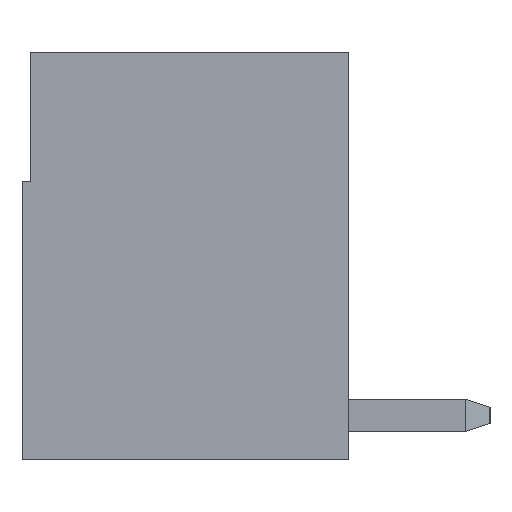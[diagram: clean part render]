
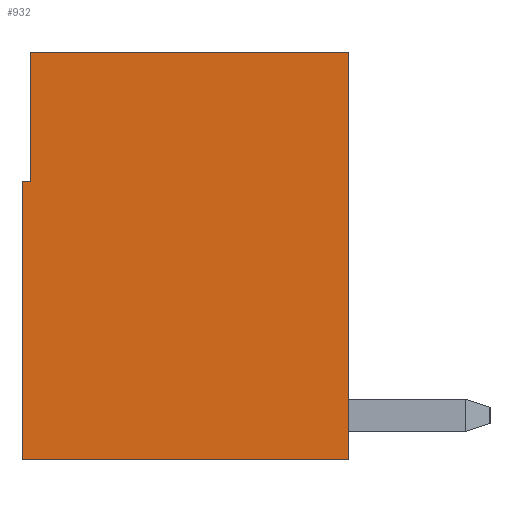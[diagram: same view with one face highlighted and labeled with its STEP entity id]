
A CAD part, left-side view. The second image highlights one B-rep face of the part: STEP entity #932.
In plain terms, the highlighted planar face has unit normal (-1, 0, 0).
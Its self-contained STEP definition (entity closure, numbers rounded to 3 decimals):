
#932 = ADVANCED_FACE( '', ( #2090 ), #2091, .T. );
#2090 = FACE_OUTER_BOUND( '', #3549, .T. );
#2091 = PLANE( '', #3550 );
#3549 = EDGE_LOOP( '', ( #5974, #5975, #5976, #5977, #5978, #5979 ) );
#3550 = AXIS2_PLACEMENT_3D( '', #5980, #5981, #5982 );
#5974 = ORIENTED_EDGE( '', *, *, #9674, .T. );
#5975 = ORIENTED_EDGE( '', *, *, #9675, .T. );
#5976 = ORIENTED_EDGE( '', *, *, #9676, .T. );
#5977 = ORIENTED_EDGE( '', *, *, #9677, .T. );
#5978 = ORIENTED_EDGE( '', *, *, #9678, .T. );
#5979 = ORIENTED_EDGE( '', *, *, #9679, .T. );
#5980 = CARTESIAN_POINT( '', ( -14.8, 0., 0. ) );
#5981 = DIRECTION( '', ( -1., 0., 0. ) );
#5982 = DIRECTION( '', ( 0., 0., 1. ) );
#9674 = EDGE_CURVE( '', #11958, #11959, #11960, .T. );
#9675 = EDGE_CURVE( '', #11959, #11961, #11962, .T. );
#9676 = EDGE_CURVE( '', #11961, #11963, #11964, .T. );
#9677 = EDGE_CURVE( '', #11963, #11965, #11966, .T. );
#9678 = EDGE_CURVE( '', #11965, #11967, #11968, .T. );
#9679 = EDGE_CURVE( '', #11967, #11958, #11969, .T. );
#11958 = VERTEX_POINT( '', #15136 );
#11959 = VERTEX_POINT( '', #15137 );
#11960 = LINE( '', #15138, #15139 );
#11961 = VERTEX_POINT( '', #15140 );
#11962 = LINE( '', #15141, #15142 );
#11963 = VERTEX_POINT( '', #15143 );
#11964 = LINE( '', #15144, #15145 );
#11965 = VERTEX_POINT( '', #15146 );
#11966 = LINE( '', #15147, #15148 );
#11967 = VERTEX_POINT( '', #15149 );
#11968 = LINE( '', #15150, #15151 );
#11969 = LINE( '', #15152, #15153 );
#15136 = CARTESIAN_POINT( '', ( -14.8, -4.05, -5.05 ) );
#15137 = CARTESIAN_POINT( '', ( -14.8, -4.05, 5.05 ) );
#15138 = CARTESIAN_POINT( '', ( -14.8, -4.05, -5.05 ) );
#15139 = VECTOR( '', #17530, 1000. );
#15140 = CARTESIAN_POINT( '', ( -14.8, 3.85, 5.05 ) );
#15141 = CARTESIAN_POINT( '', ( -14.8, -4.05, 5.05 ) );
#15142 = VECTOR( '', #17531, 1000. );
#15143 = CARTESIAN_POINT( '', ( -14.8, 3.85, 1.85 ) );
#15144 = CARTESIAN_POINT( '', ( -14.8, 3.85, 5.05 ) );
#15145 = VECTOR( '', #17532, 1000. );
#15146 = CARTESIAN_POINT( '', ( -14.8, 4.05, 1.85 ) );
#15147 = CARTESIAN_POINT( '', ( -14.8, 3.85, 1.85 ) );
#15148 = VECTOR( '', #17533, 1000. );
#15149 = CARTESIAN_POINT( '', ( -14.8, 4.05, -5.05 ) );
#15150 = CARTESIAN_POINT( '', ( -14.8, 4.05, 1.85 ) );
#15151 = VECTOR( '', #17534, 1000. );
#15152 = CARTESIAN_POINT( '', ( -14.8, 4.05, -5.05 ) );
#15153 = VECTOR( '', #17535, 1000. );
#17530 = DIRECTION( '', ( 0., 0., 1. ) );
#17531 = DIRECTION( '', ( 0., 1., 0. ) );
#17532 = DIRECTION( '', ( 0., 0., -1. ) );
#17533 = DIRECTION( '', ( 0., 1., 0. ) );
#17534 = DIRECTION( '', ( 0., 0., -1. ) );
#17535 = DIRECTION( '', ( 0., -1., 0. ) );
